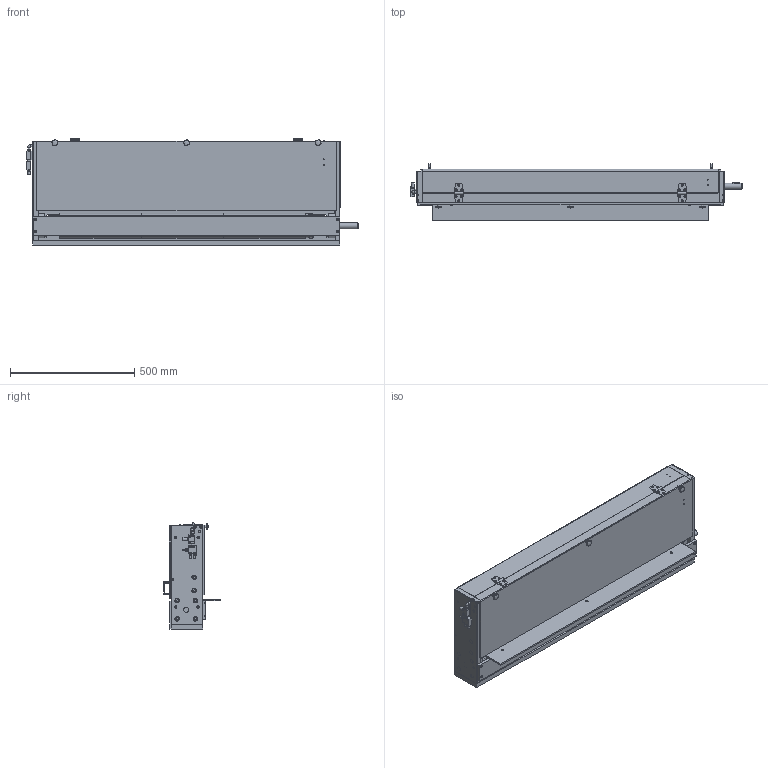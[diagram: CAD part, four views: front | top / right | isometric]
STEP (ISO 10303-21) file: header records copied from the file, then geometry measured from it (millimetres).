
FILE_DESCRIPTION(/* description */ (''),/* implementation_level */ '2;1');
FILE_NAME(/* name */ 'SLC CRUSH.stp',/* time_stamp */ '2018-01-18T15:07:46-05:00',/* author */ ('ppanana'),/* organization */ (''),/* preprocessor_version */ 'ST-DEVELOPER v16.1',/* originating_system */ 'Autodesk Inventor 2016',/* authorisation */ '');
FILE_SCHEMA (('CONFIG_CONTROL_DESIGN'));
Products named in the file (1): SLC CRUSH
Bounding box: 1337.15 x 227.21 x 428.18 mm (x, y, z)
Surface area: 5037731.5 mm2 (no closed solid volume)
Topology: 0 solids, 172 shells, 2934 faces, 6703 edges, 4376 vertices
Faces by surface type: plane 1767, cylinder 793, cone 182, bspline 159, torus 22, sphere 11
Full cylindrical faces by diameter (mm): 2.642 x4, 3.242 x41, 4 x39, 4.134 x15, 4.3 x14, 4.318 x2, 4.5 x22, 4.917 x23, 5 x17, 5.5 x8, 5.588 x4, 5.6 x6, 6 x25, 6.35 x4, 6.6 x19, 6.647 x6, 7 x6, 7.6 x10, 7.95 x10, 8 x30, 8.3 x8, 8.376 x12, 8.5 x8, 8.611 x6, 9 x10, 9.5 x3, 9.652 x8, 10 x35, 10.25 x1, 10.414 x2
Entity records: 82036 total; most frequent: CARTESIAN_POINT 16192, DIRECTION 12482, ORIENTED_EDGE 11518, EDGE_CURVE 5759, EDGE_LOOP 4366, AXIS2_PLACEMENT_3D 4331, VERTEX_POINT 4161, LINE 3820
